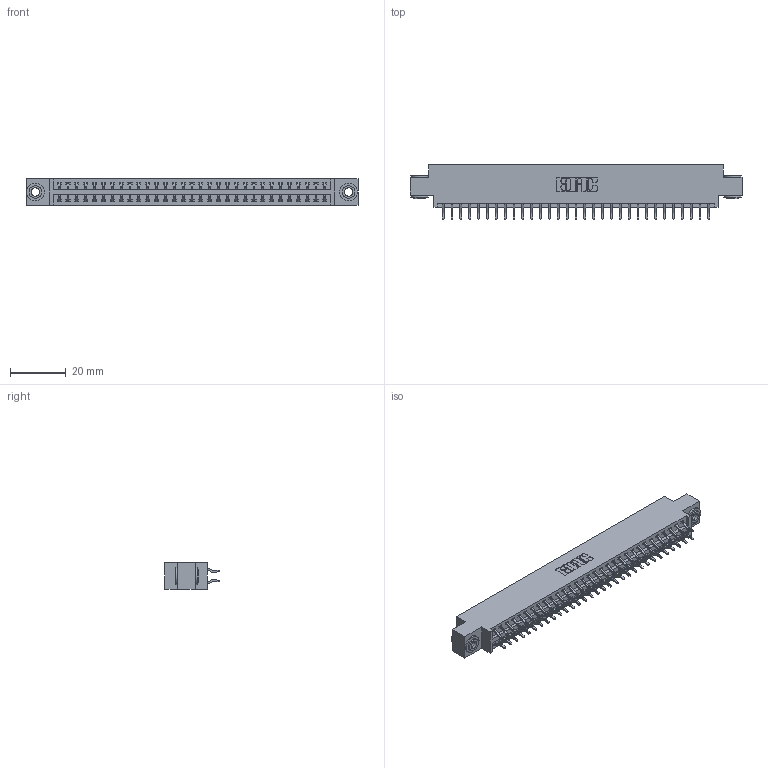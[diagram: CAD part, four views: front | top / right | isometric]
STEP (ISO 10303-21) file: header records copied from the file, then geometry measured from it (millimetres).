
FILE_DESCRIPTION (( 'STEP AP203' ), '1' );
FILE_NAME ('346-062-556-803.STEP', '2022-05-24T14:12:48', ( '' ), ( '' ), 'SwSTEP 2.0', 'SolidWorks 2020', '' );
FILE_SCHEMA (( 'CONFIG_CONTROL_DESIGN' ));
Length unit declared in the file: inch
Products named in the file (4): 346 Part_0.170 Offset - 0.156 Dia-TH; 346-062-556-803; 345-250-002_345-250-002-102; 345-292-001_556 Tail
Assembly tree (65 placements, depth 2):
  346-062-556-803
    346 Part_0.170 Offset - 0.156 Dia-TH
    345-292-001_556 Tail  x62
    345-250-002_345-250-002-102  x2
Bounding box: 119 x 19.57 x 9.4 mm (x, y, z)
Volume: 11362.7 mm3; surface area: 15816.6 mm2
Topology: 65 solids, 65 shells, 3774 faces, 11179 edges, 7366 vertices
Faces by surface type: plane 2522, cylinder 1244, cone 8
Entity records: 23130 total; most frequent: CARTESIAN_POINT 3825, ORIENTED_EDGE 3738, DIRECTION 3439, EDGE_CURVE 1869, VECTOR 1581, LINE 1581, VERTEX_POINT 1242, AXIS2_PLACEMENT_3D 929
